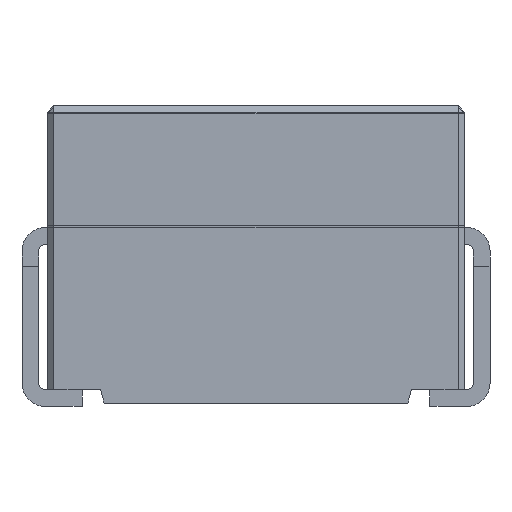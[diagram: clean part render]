
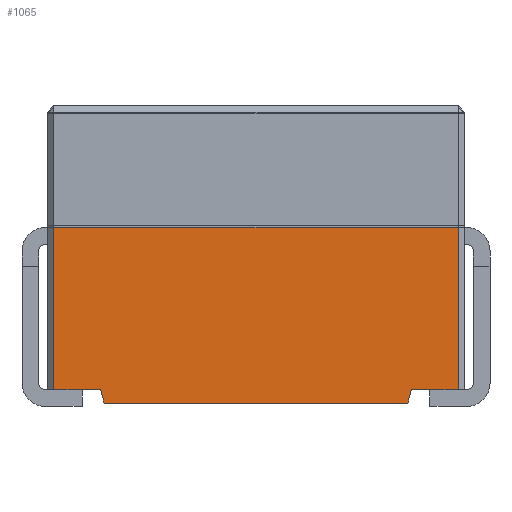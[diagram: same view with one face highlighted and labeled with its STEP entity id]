
A CAD part, front view. The second image highlights one B-rep face of the part: STEP entity #1065.
In plain terms, the highlighted planar face has unit normal (0, -1, 0).
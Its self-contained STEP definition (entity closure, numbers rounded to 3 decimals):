
#1065 = ADVANCED_FACE( '', ( #2133 ), #2134, .T. );
#2133 = FACE_OUTER_BOUND( '', #2596, .T. );
#2134 = PLANE( '', #2597 );
#2596 = EDGE_LOOP( '', ( #3294, #3295, #3296, #3297, #3298, #3299, #3300, #3301 ) );
#2597 = AXIS2_PLACEMENT_3D( '', #3302, #3303, #3304 );
#3294 = ORIENTED_EDGE( '', *, *, #4759, .F. );
#3295 = ORIENTED_EDGE( '', *, *, #4783, .T. );
#3296 = ORIENTED_EDGE( '', *, *, #4770, .F. );
#3297 = ORIENTED_EDGE( '', *, *, #4747, .T. );
#3298 = ORIENTED_EDGE( '', *, *, #4784, .T. );
#3299 = ORIENTED_EDGE( '', *, *, #4785, .T. );
#3300 = ORIENTED_EDGE( '', *, *, #4744, .T. );
#3301 = ORIENTED_EDGE( '', *, *, #4762, .F. );
#3302 = CARTESIAN_POINT( '', ( -6.25, -6.5, -5.25 ) );
#3303 = DIRECTION( '', ( 0., -1., 0. ) );
#3304 = DIRECTION( '', ( 1., 0., 0. ) );
#4744 = EDGE_CURVE( '', #5009, #5007, #5010, .T. );
#4747 = EDGE_CURVE( '', #5015, #5012, #5016, .T. );
#4759 = EDGE_CURVE( '', #5036, #5038, #5039, .T. );
#4762 = EDGE_CURVE( '', #5038, #5007, #5042, .T. );
#4770 = EDGE_CURVE( '', #5015, #5056, #5057, .T. );
#4783 = EDGE_CURVE( '', #5036, #5056, #5076, .T. );
#4784 = EDGE_CURVE( '', #5012, #5077, #5078, .T. );
#4785 = EDGE_CURVE( '', #5077, #5009, #5079, .T. );
#5007 = VERTEX_POINT( '', #5268 );
#5009 = VERTEX_POINT( '', #5271 );
#5010 = LINE( '', #5272, #5273 );
#5012 = VERTEX_POINT( '', #5276 );
#5015 = VERTEX_POINT( '', #5280 );
#5016 = LINE( '', #5281, #5282 );
#5036 = VERTEX_POINT( '', #5312 );
#5038 = VERTEX_POINT( '', #5315 );
#5039 = LINE( '', #5316, #5317 );
#5042 = LINE( '', #5322, #5323 );
#5056 = VERTEX_POINT( '', #5344 );
#5057 = LINE( '', #5345, #5346 );
#5076 = LINE( '', #5377, #5378 );
#5077 = VERTEX_POINT( '', #5379 );
#5078 = LINE( '', #5380, #5381 );
#5079 = LINE( '', #5382, #5383 );
#5268 = CARTESIAN_POINT( '', ( 4.543, -6.5, -5.25 ) );
#5271 = CARTESIAN_POINT( '', ( -4.543, -6.5, -5.25 ) );
#5272 = CARTESIAN_POINT( '', ( -6.25, -6.5, -5.25 ) );
#5273 = VECTOR( '', #5666, 1000. );
#5276 = CARTESIAN_POINT( '', ( -6.05, -6.5, -4.85 ) );
#5280 = CARTESIAN_POINT( '', ( -6.05, -6.5, 0. ) );
#5281 = CARTESIAN_POINT( '', ( -6.05, -6.5, -5.25 ) );
#5282 = VECTOR( '', #5669, 1000. );
#5312 = CARTESIAN_POINT( '', ( 6.05, -6.5, -4.85 ) );
#5315 = CARTESIAN_POINT( '', ( 4.65, -6.5, -4.85 ) );
#5316 = CARTESIAN_POINT( '', ( -6.25, -6.5, -4.85 ) );
#5317 = VECTOR( '', #5681, 1000. );
#5322 = CARTESIAN_POINT( '', ( 3.82, -6.5, -7.948 ) );
#5323 = VECTOR( '', #5684, 1000. );
#5344 = CARTESIAN_POINT( '', ( 6.05, -6.5, 0. ) );
#5345 = CARTESIAN_POINT( '', ( -6.25, -6.5, 0. ) );
#5346 = VECTOR( '', #5692, 1000. );
#5377 = CARTESIAN_POINT( '', ( 6.05, -6.5, -5.25 ) );
#5378 = VECTOR( '', #5705, 1000. );
#5379 = CARTESIAN_POINT( '', ( -4.65, -6.5, -4.85 ) );
#5380 = CARTESIAN_POINT( '', ( -6.25, -6.5, -4.85 ) );
#5381 = VECTOR( '', #5706, 1000. );
#5382 = CARTESIAN_POINT( '', ( -4.657, -6.5, -4.823 ) );
#5383 = VECTOR( '', #5707, 1000. );
#5666 = DIRECTION( '', ( 1., 0., 0. ) );
#5669 = DIRECTION( '', ( 0., 0., -1. ) );
#5681 = DIRECTION( '', ( -1., 0., 0. ) );
#5684 = DIRECTION( '', ( -0.259, 0., -0.966 ) );
#5692 = DIRECTION( '', ( 1., 0., 0. ) );
#5705 = DIRECTION( '', ( 0., 0., 1. ) );
#5706 = DIRECTION( '', ( 1., 0., 0. ) );
#5707 = DIRECTION( '', ( 0.259, 0., -0.966 ) );
